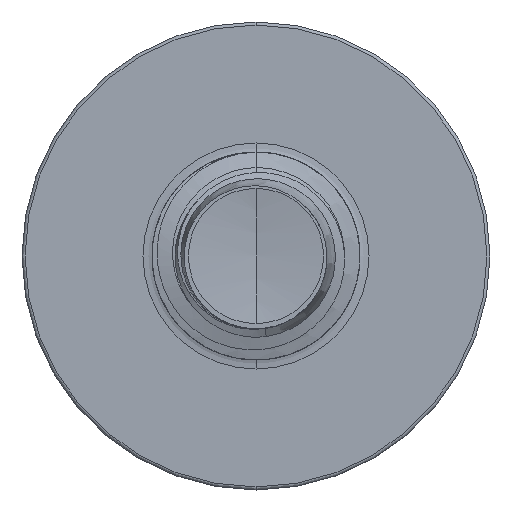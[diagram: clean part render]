
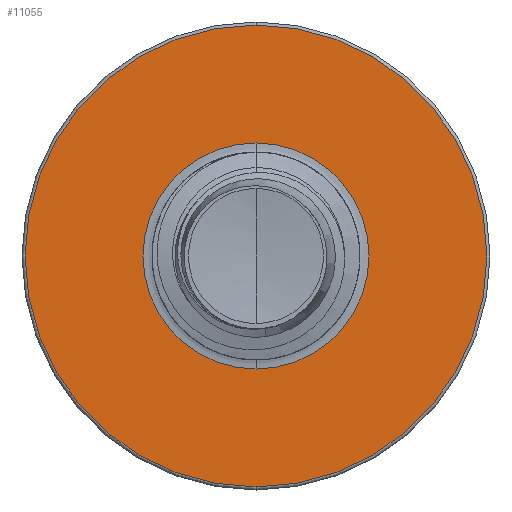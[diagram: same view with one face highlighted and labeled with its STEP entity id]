
A CAD part, front view. The second image highlights one B-rep face of the part: STEP entity #11055.
In plain terms, the highlighted planar face has unit normal (0, -1, 0).
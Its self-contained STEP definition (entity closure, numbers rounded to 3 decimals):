
#1881 = VERTEX_POINT ( 'NONE', #14535 ) ;
#1896 = DIRECTION ( 'NONE',  ( 0., 1., 0. ) ) ;
#2699 = CARTESIAN_POINT ( 'NONE',  ( 0., 25., 2.174 ) ) ;
#4484 = FACE_OUTER_BOUND ( 'NONE', #59245, .T. ) ;
#4516 = DIRECTION ( 'NONE',  ( 0., 1., 0. ) ) ;
#6086 = DIRECTION ( 'NONE',  ( 0., 1., 0. ) ) ;
#8045 = CIRCLE ( 'NONE', #50412, 2.174 ) ;
#8673 = VERTEX_POINT ( 'NONE', #9172 ) ;
#9074 = VERTEX_POINT ( 'NONE', #37583 ) ;
#9172 = CARTESIAN_POINT ( 'NONE',  ( 0., 25., -4.44 ) ) ;
#11055 = ADVANCED_FACE ( 'NONE', ( #4484, #53301 ), #30220, .F. ) ;
#14535 = CARTESIAN_POINT ( 'NONE',  ( 0., 25., -2.174 ) ) ;
#15594 = AXIS2_PLACEMENT_3D ( 'NONE', #22509, #55565, #27235 ) ;
#21333 = ORIENTED_EDGE ( 'NONE', *, *, #29004, .T. ) ;
#22509 = CARTESIAN_POINT ( 'NONE',  ( 0., 25., 0. ) ) ;
#24318 = EDGE_CURVE ( 'NONE', #8673, #9074, #31688, .T. ) ;
#24774 = CARTESIAN_POINT ( 'NONE',  ( 0., 25., 0. ) ) ;
#25681 = AXIS2_PLACEMENT_3D ( 'NONE', #34322, #6086, #39066 ) ;
#26861 = ORIENTED_EDGE ( 'NONE', *, *, #24318, .F. ) ;
#27200 = EDGE_LOOP ( 'NONE', ( #36389, #21333 ) ) ;
#27235 = DIRECTION ( 'NONE',  ( 0., 0., 1. ) ) ;
#28345 = EDGE_CURVE ( 'NONE', #57344, #1881, #59745, .T. ) ;
#29004 = EDGE_CURVE ( 'NONE', #1881, #57344, #8045, .T. ) ;
#29511 = DIRECTION ( 'NONE',  ( 0., 0., 1. ) ) ;
#29789 = CIRCLE ( 'NONE', #25681, 4.44 ) ;
#30220 = PLANE ( 'NONE',  #32827 ) ;
#31688 = CIRCLE ( 'NONE', #34103, 4.44 ) ;
#32788 = CARTESIAN_POINT ( 'NONE',  ( 0., 25., 0. ) ) ;
#32827 = AXIS2_PLACEMENT_3D ( 'NONE', #43857, #1896, #34959 ) ;
#34103 = AXIS2_PLACEMENT_3D ( 'NONE', #24774, #57832, #29511 ) ;
#34322 = CARTESIAN_POINT ( 'NONE',  ( 0., 25., 0. ) ) ;
#34959 = DIRECTION ( 'NONE',  ( 0., 0., 1. ) ) ;
#36189 = ORIENTED_EDGE ( 'NONE', *, *, #61047, .F. ) ;
#36389 = ORIENTED_EDGE ( 'NONE', *, *, #28345, .T. ) ;
#37513 = DIRECTION ( 'NONE',  ( 0., 0., 1. ) ) ;
#37583 = CARTESIAN_POINT ( 'NONE',  ( 0., 25., 4.44 ) ) ;
#39066 = DIRECTION ( 'NONE',  ( 0., 0., 1. ) ) ;
#43857 = CARTESIAN_POINT ( 'NONE',  ( 0., 25., -2.174 ) ) ;
#50412 = AXIS2_PLACEMENT_3D ( 'NONE', #32788, #4516, #37513 ) ;
#53301 = FACE_BOUND ( 'NONE', #27200, .T. ) ;
#55565 = DIRECTION ( 'NONE',  ( 0., 1., 0. ) ) ;
#57344 = VERTEX_POINT ( 'NONE', #2699 ) ;
#57832 = DIRECTION ( 'NONE',  ( 0., 1., 0. ) ) ;
#59245 = EDGE_LOOP ( 'NONE', ( #36189, #26861 ) ) ;
#59745 = CIRCLE ( 'NONE', #15594, 2.174 ) ;
#61047 = EDGE_CURVE ( 'NONE', #9074, #8673, #29789, .T. ) ;
